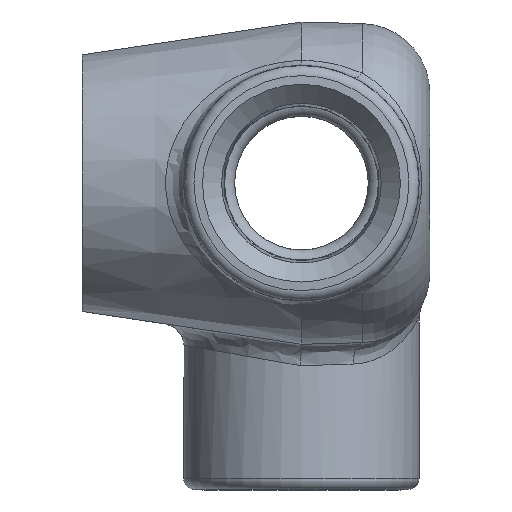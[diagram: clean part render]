
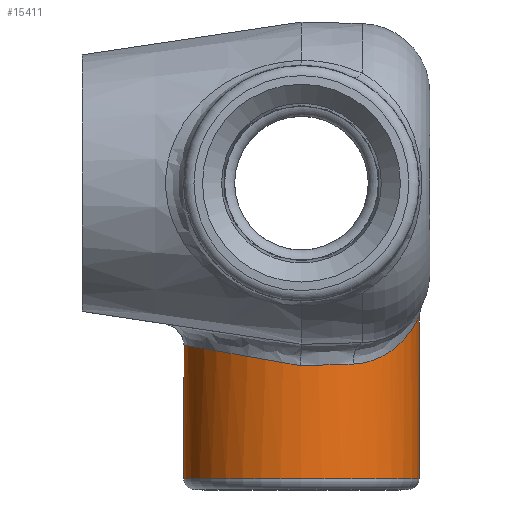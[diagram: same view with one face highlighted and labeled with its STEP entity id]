
A CAD part, left-side view. The second image highlights one B-rep face of the part: STEP entity #15411.
In plain terms, the highlighted cylindrical face has radius 17.462 mm (diameter 34.925 mm), a full revolution.
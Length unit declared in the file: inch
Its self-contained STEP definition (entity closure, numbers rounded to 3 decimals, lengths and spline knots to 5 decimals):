
#79=ELLIPSE('',#16100,0.68783,0.6875);
#80=ELLIPSE('',#16101,0.69814,0.6875);
#81=ELLIPSE('',#16102,0.68783,0.6875);
#82=ELLIPSE('',#16103,0.68783,0.6875);
#117=CYLINDRICAL_SURFACE('',#16099,0.6875);
#195=CIRCLE('',#16096,0.6875);
#196=CIRCLE('',#16097,0.6875);
#867=B_SPLINE_CURVE_WITH_KNOTS('',3,(#26796,#26797,#26798,#26799,#26800,
#26801,#26802,#26803,#26804,#26805,#26806,#26807,#26808,#26809),
 .UNSPECIFIED.,.F.,.F.,(4,1,1,1,1,1,1,1,1,1,1,4),(-4.8568,-4.16297,
-3.46914,-3.12223,-2.77531,-2.31276,
-2.08149,-1.96585,-1.85021,-1.38766,
-0.69383,0.),.UNSPECIFIED.);
#1887=FACE_OUTER_BOUND('',#2776,.T.);
#2776=EDGE_LOOP('',(#13641,#13642,#13643,#13644,#13645,#13646,#13647,#13648,
#13649));
#4331=LINE('',#26793,#5852);
#5852=VECTOR('',#18925,0.6875);
#7271=VERTEX_POINT('',#26779);
#7272=VERTEX_POINT('',#26781);
#7273=VERTEX_POINT('',#26786);
#7274=VERTEX_POINT('',#26787);
#7275=VERTEX_POINT('',#26789);
#7276=VERTEX_POINT('',#26791);
#7277=VERTEX_POINT('',#26794);
#9430=EDGE_CURVE('',#7271,#7272,#195,.T.);
#9431=EDGE_CURVE('',#7272,#7271,#196,.T.);
#9433=EDGE_CURVE('',#7273,#7274,#79,.T.);
#9434=EDGE_CURVE('',#7275,#7273,#80,.T.);
#9435=EDGE_CURVE('',#7276,#7275,#81,.T.);
#9436=EDGE_CURVE('',#7276,#7271,#4331,.T.);
#9437=EDGE_CURVE('',#7277,#7276,#82,.T.);
#9438=EDGE_CURVE('',#7274,#7277,#867,.T.);
#13641=ORIENTED_EDGE('',*,*,#9433,.F.);
#13642=ORIENTED_EDGE('',*,*,#9434,.F.);
#13643=ORIENTED_EDGE('',*,*,#9435,.F.);
#13644=ORIENTED_EDGE('',*,*,#9436,.T.);
#13645=ORIENTED_EDGE('',*,*,#9431,.F.);
#13646=ORIENTED_EDGE('',*,*,#9430,.F.);
#13647=ORIENTED_EDGE('',*,*,#9436,.F.);
#13648=ORIENTED_EDGE('',*,*,#9437,.F.);
#13649=ORIENTED_EDGE('',*,*,#9438,.F.);
#15411=ADVANCED_FACE('',(#1887),#117,.T.);
#16096=AXIS2_PLACEMENT_3D('',#26782,#18911,#18912);
#16097=AXIS2_PLACEMENT_3D('',#26783,#18913,#18914);
#16099=AXIS2_PLACEMENT_3D('',#26785,#18917,#18918);
#16100=AXIS2_PLACEMENT_3D('',#26788,#18919,#18920);
#16101=AXIS2_PLACEMENT_3D('',#26790,#18921,#18922);
#16102=AXIS2_PLACEMENT_3D('',#26792,#18923,#18924);
#16103=AXIS2_PLACEMENT_3D('',#26795,#18926,#18927);
#18911=DIRECTION('center_axis',(0.,0.,-1.));
#18912=DIRECTION('ref_axis',(0.,-1.,0.));
#18913=DIRECTION('center_axis',(0.,0.,-1.));
#18914=DIRECTION('ref_axis',(0.,-1.,0.));
#18917=DIRECTION('center_axis',(0.,0.,1.));
#18918=DIRECTION('ref_axis',(-1.,0.,0.));
#18919=DIRECTION('center_axis',(0.,0.031,
1.));
#18920=DIRECTION('ref_axis',(0.,-1.,0.031));
#18921=DIRECTION('center_axis',(0.,-0.174,
0.985));
#18922=DIRECTION('ref_axis',(0.,0.985,0.174));
#18923=DIRECTION('center_axis',(0.,0.031,
1.));
#18924=DIRECTION('ref_axis',(0.,-1.,0.031));
#18925=DIRECTION('',(0.,0.,-1.));
#18926=DIRECTION('center_axis',(0.,0.031,
1.));
#18927=DIRECTION('ref_axis',(0.,-1.,0.031));
#26779=CARTESIAN_POINT('',(0.6875,-1.28125,-1.72794));
#26781=CARTESIAN_POINT('',(0.,-0.59375,-1.72794));
#26782=CARTESIAN_POINT('Origin',(0.,-1.28125,-1.72794));
#26783=CARTESIAN_POINT('Origin',(0.,-1.28125,-1.72794));
#26785=CARTESIAN_POINT('Origin',(0.,-1.28125,-1.78725));
#26786=CARTESIAN_POINT('',(-0.68747,-1.27477,-1.06673));
#26787=CARTESIAN_POINT('',(-0.61731,-1.58388,-1.05716));
#26788=CARTESIAN_POINT('Origin',(0.,-1.28125,-1.06653));
#26789=CARTESIAN_POINT('',(0.68747,-1.27477,-1.06673));
#26790=CARTESIAN_POINT('Origin',(0.,-1.28125,-1.06787));
#26791=CARTESIAN_POINT('',(0.6875,-1.28125,-1.06653));
#26792=CARTESIAN_POINT('Origin',(0.,-1.28125,-1.06653));
#26793=CARTESIAN_POINT('',(0.6875,-1.28125,-1.78725));
#26794=CARTESIAN_POINT('',(0.61731,-1.58388,-1.05716));
#26795=CARTESIAN_POINT('Origin',(0.,-1.28125,-1.06653));
#26796=CARTESIAN_POINT('Ctrl Pts',(-0.61731,-1.58388,
-1.05716));
#26797=CARTESIAN_POINT('Ctrl Pts',(-0.5834,-1.65304,
-1.05502));
#26798=CARTESIAN_POINT('Ctrl Pts',(-0.49272,-1.77725,
-1.01353));
#26799=CARTESIAN_POINT('Ctrl Pts',(-0.34861,-1.88082,
-0.91838));
#26800=CARTESIAN_POINT('Ctrl Pts',(-0.22001,-1.93541,
-0.84161));
#26801=CARTESIAN_POINT('Ctrl Pts',(-0.10369,-1.96511,
-0.78553));
#26802=CARTESIAN_POINT('Ctrl Pts',(0.01337,-1.97209,
-0.7683));
#26803=CARTESIAN_POINT('Ctrl Pts',(0.10162,-1.96195,
-0.79104));
#26804=CARTESIAN_POINT('Ctrl Pts',(0.14964,-1.95259,
-0.80916));
#26805=CARTESIAN_POINT('Ctrl Pts',(0.21972,-1.93499,
-0.84119));
#26806=CARTESIAN_POINT('Ctrl Pts',(0.33898,-1.88768,
-0.91236));
#26807=CARTESIAN_POINT('Ctrl Pts',(0.49273,-1.77729,
-1.01336));
#26808=CARTESIAN_POINT('Ctrl Pts',(0.5834,-1.65304,
-1.05502));
#26809=CARTESIAN_POINT('Ctrl Pts',(0.61731,-1.58388,-1.05716));
